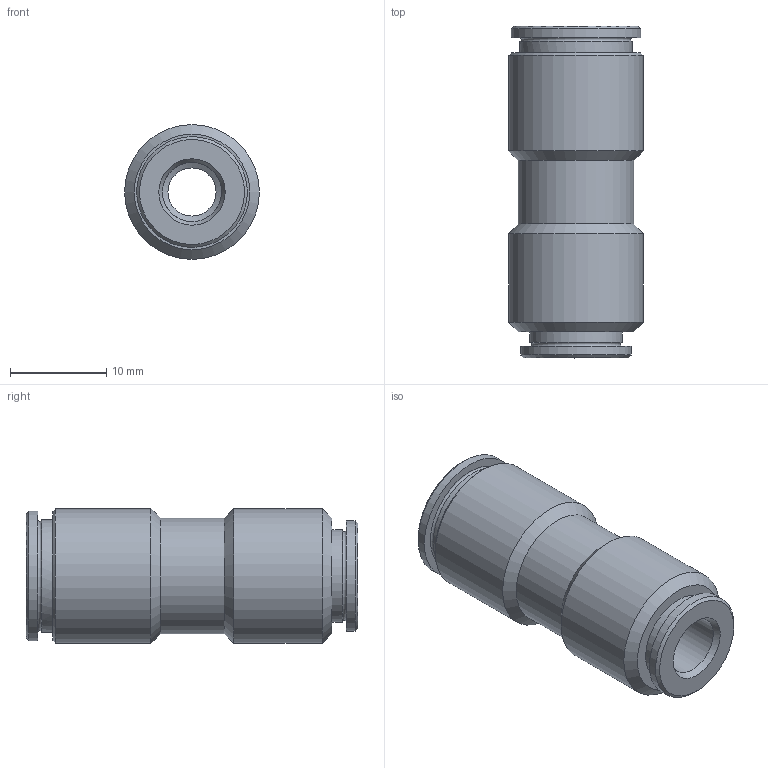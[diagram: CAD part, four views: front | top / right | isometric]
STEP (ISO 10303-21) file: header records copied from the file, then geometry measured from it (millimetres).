
FILE_DESCRIPTION(/* description */ ('STEP AP214'),/* implementation_level */ '2;1');
FILE_NAME(/* name */ 'X0164030',/* time_stamp */ '2023-05-10T10:37:29+02:00',/* author */ ('License CC BY-ND 4.0'),/* organization */ ('CADENAS'),/* preprocessor_version */ 'ST-DEVELOPER v19.3',/* originating_system */ 'PARTsolutions',/* authorisation */ ' ');
FILE_SCHEMA (('AUTOMOTIVE_DESIGN {1 0 10303 214 3 1 1}'));
Length unit declared in the file: metre
Products named in the file (2): X0164030; X0164030_PART1
Assembly tree (1 placements, depth 2):
  X0164030
    X0164030_PART1
Bounding box: 14 x 34.46 x 14 mm (x, y, z)
Volume: 3306.6 mm3; surface area: 2561.5 mm2
Topology: 1 solids, 1 shells, 28 faces, 56 edges, 34 vertices
Faces by surface type: cylinder 10, cone 10, plane 6, torus 2
Full cylindrical faces by diameter (mm): 5 x1, 6.15 x1, 8.15 x1, 9.6 x1, 11.5 x1, 11.7 x1, 12 x1, 13.5 x1, 14 x2
Entity records: 617 total; most frequent: DIRECTION 116, CARTESIAN_POINT 86, AXIS2_PLACEMENT_3D 58, ORIENTED_EDGE 56, EDGE_LOOP 56, FACE_BOUND 56, EDGE_CURVE 28, VERTEX_POINT 28
